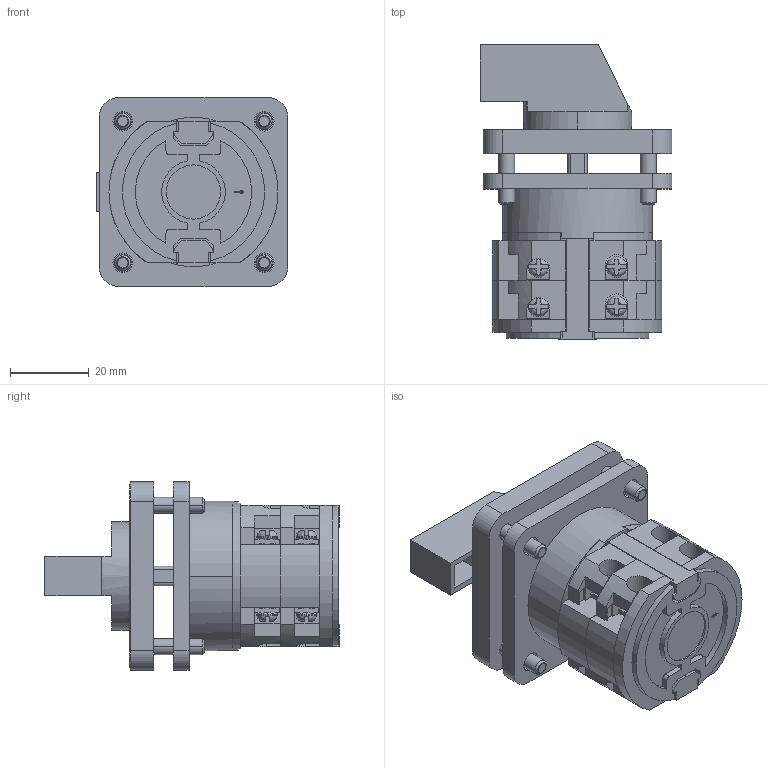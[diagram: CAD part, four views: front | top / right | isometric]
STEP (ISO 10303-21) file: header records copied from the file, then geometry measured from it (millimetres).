
FILE_DESCRIPTION((''),'2;1');
FILE_NAME('LW26-20-2-M1_ASM','2024-05-10T',('sipei.wu'),(''),'PRO/ENGINEER BY PARAMETRIC TECHNOLOGY CORPORATION, 2015440','PRO/ENGINEER BY PARAMETRIC TECHNOLOGY CORPORATION, 2015440','');
FILE_SCHEMA(('CONFIG_CONTROL_DESIGN'));
Length unit declared in the file: millimetre
Products named in the file (21): JIZUO_12_1; LUODING3X7_11_1; WADIAN3_6_1; ZUHELUODING3X7_ASM_6_ASM_1_ASM; JIZUO_ASM_3_ASM_1_ASM; DUANGAI_4_1; GAIZI_4_1; NAOTOU_ASM_4_ASM_1_ASM; DIGAI_7_1; LIANJIEGAN2_3_1; ANZHUANGBAN_4_1; ANZHUANGLUODING_2_1; ZHUANZ_3_1; ZHUANZH_2_1; ZHUANZ_ASM_1_ASM_1_ASM; MIANBAN1_4_1; ZIPAI2_2_1; SHOUBING_3_1; SHOUBINGLUODING_2_1; LUODINGANZHUANG_3_1; LW26-20-2-M1_ASM
Assembly tree (29 placements, depth 4):
  LW26-20-2-M1_ASM
    JIZUO_ASM_3_ASM_1_ASM  x2
      JIZUO_12_1
      ZUHELUODING3X7_ASM_6_ASM_1_ASM
        LUODING3X7_11_1
        WADIAN3_6_1
    NAOTOU_ASM_4_ASM_1_ASM
      DUANGAI_4_1
      GAIZI_4_1
    DIGAI_7_1
    LIANJIEGAN2_3_1  x2
    ANZHUANGBAN_4_1
    ANZHUANGLUODING_2_1  x2
    ZHUANZ_ASM_1_ASM_1_ASM
      ZHUANZ_3_1
      ZHUANZH_2_1
    MIANBAN1_4_1
    ZIPAI2_2_1
    SHOUBING_3_1
    SHOUBINGLUODING_2_1
    LUODINGANZHUANG_3_1  x4
Bounding box: 48.75 x 74.9 x 48 mm (x, y, z)
Volume: 63792.8 mm3; surface area: 50696 mm2
Topology: 36 solids, 57 shells, 1753 faces, 4980 edges, 3316 vertices
Faces by surface type: plane 810, cylinder 711, bspline 97, cone 70, extrusion 32, torus 30, sphere 3
Entity records: 32134 total; most frequent: CARTESIAN_POINT 10324, DIRECTION 4534, ORIENTED_EDGE 4482, EDGE_CURVE 2253, AXIS2_PLACEMENT_3D 1598, VERTEX_POINT 1521, VECTOR 1338, LINE 1334
